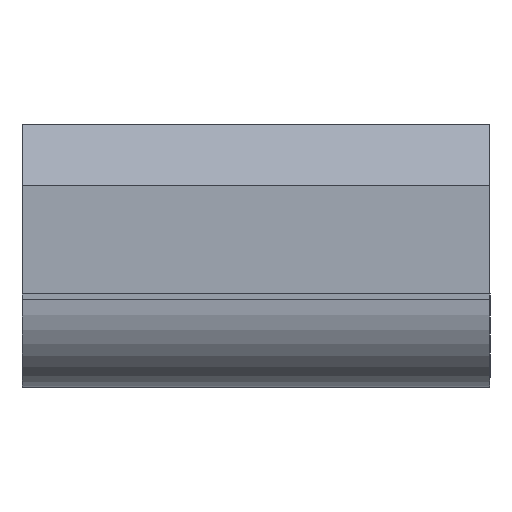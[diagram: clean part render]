
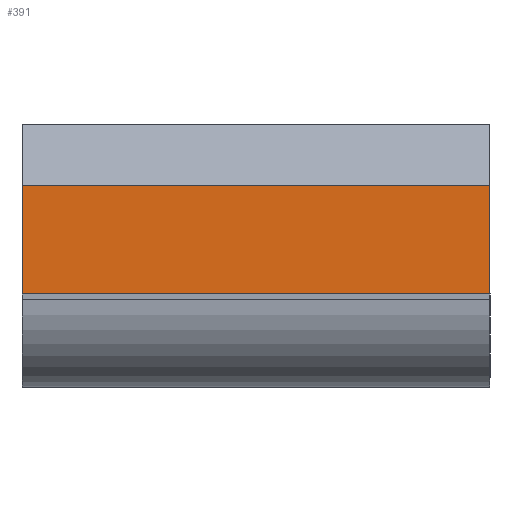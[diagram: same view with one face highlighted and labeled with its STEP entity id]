
A CAD part, left-side view. The second image highlights one B-rep face of the part: STEP entity #391.
In plain terms, the highlighted planar face has unit normal (-1, 0, 0).
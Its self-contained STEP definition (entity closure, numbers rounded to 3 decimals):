
#27=PLANE('',#435);
#47=FACE_OUTER_BOUND('',#67,.T.);
#67=EDGE_LOOP('',(#337,#338,#339,#340));
#80=LINE('',#563,#130);
#99=LINE('',#604,#149);
#116=LINE('',#638,#166);
#117=LINE('',#640,#167);
#130=VECTOR('',#460,10.);
#149=VECTOR('',#491,10.);
#166=VECTOR('',#522,10.);
#167=VECTOR('',#525,10.);
#184=VERTEX_POINT('',#560);
#185=VERTEX_POINT('',#562);
#201=VERTEX_POINT('',#602);
#211=VERTEX_POINT('',#635);
#222=EDGE_CURVE('',#184,#185,#80,.T.);
#243=EDGE_CURVE('',#201,#184,#99,.T.);
#260=EDGE_CURVE('',#185,#211,#116,.T.);
#261=EDGE_CURVE('',#211,#201,#117,.T.);
#337=ORIENTED_EDGE('',*,*,#243,.F.);
#338=ORIENTED_EDGE('',*,*,#261,.F.);
#339=ORIENTED_EDGE('',*,*,#260,.F.);
#340=ORIENTED_EDGE('',*,*,#222,.F.);
#391=ADVANCED_FACE('',(#47),#27,.T.);
#435=AXIS2_PLACEMENT_3D('',#639,#523,#524);
#460=DIRECTION('',(0.,0.,1.));
#491=DIRECTION('',(0.,1.,0.));
#522=DIRECTION('',(0.,-1.,0.));
#523=DIRECTION('center_axis',(-1.,0.,0.));
#524=DIRECTION('ref_axis',(0.,0.,-1.));
#525=DIRECTION('',(0.,0.,-1.));
#560=CARTESIAN_POINT('',(-3.9,8.,10.));
#562=CARTESIAN_POINT('',(-3.9,8.,11.85));
#563=CARTESIAN_POINT('',(-3.9,8.,9.6));
#602=CARTESIAN_POINT('',(-3.9,0.,10.));
#604=CARTESIAN_POINT('',(-3.9,17.25,10.));
#635=CARTESIAN_POINT('',(-3.9,0.,11.85));
#638=CARTESIAN_POINT('',(-3.9,34.5,11.85));
#639=CARTESIAN_POINT('Origin',(-3.9,34.5,11.85));
#640=CARTESIAN_POINT('',(-3.9,0.,11.548));
